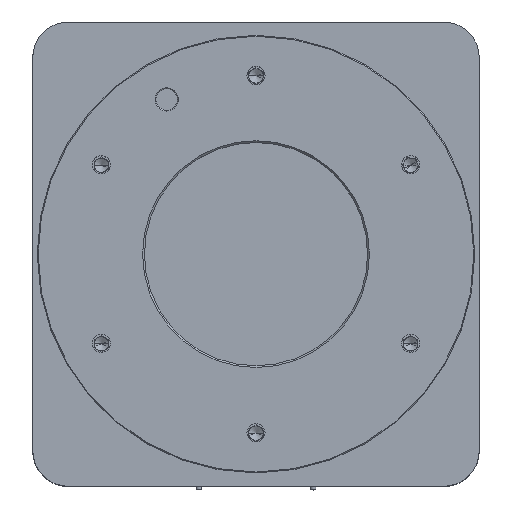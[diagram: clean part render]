
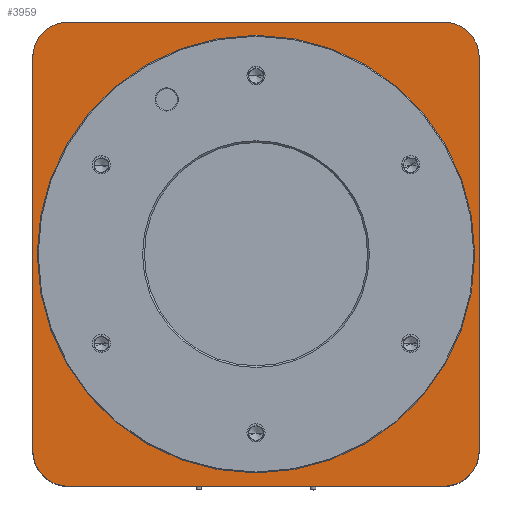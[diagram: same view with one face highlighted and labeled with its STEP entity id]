
A CAD part, top view. The second image highlights one B-rep face of the part: STEP entity #3959.
In plain terms, the highlighted planar face has unit normal (0, 0, 1).
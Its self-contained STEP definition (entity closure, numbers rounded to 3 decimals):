
#712 = AXIS2_PLACEMENT_3D ( 'NONE', #10364, #34274, #10239 ) ;
#855 = CARTESIAN_POINT ( 'NONE',  ( 105., -130., 0. ) ) ;
#1240 = VERTEX_POINT ( 'NONE', #5751 ) ;
#1298 = CIRCLE ( 'NONE', #33822, 20. ) ;
#1675 = CIRCLE ( 'NONE', #11034, 20. ) ;
#2791 = ORIENTED_EDGE ( 'NONE', *, *, #25807, .T. ) ;
#2937 = AXIS2_PLACEMENT_3D ( 'NONE', #34899, #10752, #24015 ) ;
#3069 = VERTEX_POINT ( 'NONE', #17439 ) ;
#3116 = EDGE_LOOP ( 'NONE', ( #2791, #26949, #16347, #6058, #32198, #10499, #11042, #20358 ) ) ;
#3224 = ORIENTED_EDGE ( 'NONE', *, *, #21050, .F. ) ;
#3807 = CARTESIAN_POINT ( 'NONE',  ( 0., 0., 0. ) ) ;
#3819 = VERTEX_POINT ( 'NONE', #29435 ) ;
#3959 = ADVANCED_FACE ( 'NONE', ( #7219, #29172 ), #19867, .F. ) ;
#4718 = EDGE_CURVE ( 'NONE', #21313, #3819, #1298, .T. ) ;
#4869 = AXIS2_PLACEMENT_3D ( 'NONE', #26858, #10252, #5102 ) ;
#4951 = DIRECTION ( 'NONE',  ( 0., 1., 0. ) ) ;
#5009 = CIRCLE ( 'NONE', #5467, 122.5 ) ;
#5102 = DIRECTION ( 'NONE',  ( -1., 0., 0. ) ) ;
#5467 = AXIS2_PLACEMENT_3D ( 'NONE', #17755, #20223, #20336 ) ;
#5751 = CARTESIAN_POINT ( 'NONE',  ( -122.5, 0., 0. ) ) ;
#6058 = ORIENTED_EDGE ( 'NONE', *, *, #13924, .F. ) ;
#6246 = EDGE_CURVE ( 'NONE', #22865, #3069, #15901, .T. ) ;
#6515 = LINE ( 'NONE', #19534, #33452 ) ;
#6749 = EDGE_CURVE ( 'NONE', #20852, #8604, #31529, .T. ) ;
#7219 = FACE_OUTER_BOUND ( 'NONE', #3116, .T. ) ;
#7466 = CIRCLE ( 'NONE', #712, 122.5 ) ;
#7756 = EDGE_CURVE ( 'NONE', #20852, #20899, #22314, .T. ) ;
#8604 = VERTEX_POINT ( 'NONE', #18328 ) ;
#8816 = EDGE_LOOP ( 'NONE', ( #3224, #31882 ) ) ;
#10239 = DIRECTION ( 'NONE',  ( -1., 0., 0. ) ) ;
#10252 = DIRECTION ( 'NONE',  ( 0., 0., 1. ) ) ;
#10364 = CARTESIAN_POINT ( 'NONE',  ( 0., 0., 0. ) ) ;
#10499 = ORIENTED_EDGE ( 'NONE', *, *, #16556, .F. ) ;
#10752 = DIRECTION ( 'NONE',  ( 0., 0., 1. ) ) ;
#10852 = CARTESIAN_POINT ( 'NONE',  ( -105., 130., 0. ) ) ;
#10996 = DIRECTION ( 'NONE',  ( 0., 0., 1. ) ) ;
#11034 = AXIS2_PLACEMENT_3D ( 'NONE', #24638, #10996, #19325 ) ;
#11042 = ORIENTED_EDGE ( 'NONE', *, *, #30795, .T. ) ;
#11053 = CIRCLE ( 'NONE', #4869, 20. ) ;
#12368 = AXIS2_PLACEMENT_3D ( 'NONE', #3807, #25300, #33555 ) ;
#13245 = CARTESIAN_POINT ( 'NONE',  ( 125., 130., 0. ) ) ;
#13560 = VECTOR ( 'NONE', #32087, 1000. ) ;
#13924 = EDGE_CURVE ( 'NONE', #21313, #8604, #6515, .T. ) ;
#14805 = CARTESIAN_POINT ( 'NONE',  ( -125., -110., 0. ) ) ;
#15901 = LINE ( 'NONE', #31994, #29888 ) ;
#16347 = ORIENTED_EDGE ( 'NONE', *, *, #6749, .T. ) ;
#16556 = EDGE_CURVE ( 'NONE', #20588, #3819, #29994, .T. ) ;
#17439 = CARTESIAN_POINT ( 'NONE',  ( -125., 110., 0. ) ) ;
#17755 = CARTESIAN_POINT ( 'NONE',  ( 0., 0., 0. ) ) ;
#18328 = CARTESIAN_POINT ( 'NONE',  ( 125., -110., 0. ) ) ;
#18793 = CARTESIAN_POINT ( 'NONE',  ( 125., 110., 0. ) ) ;
#19325 = DIRECTION ( 'NONE',  ( -1., 0., 0. ) ) ;
#19534 = CARTESIAN_POINT ( 'NONE',  ( 125., 130., 0. ) ) ;
#19867 = PLANE ( 'NONE',  #12368 ) ;
#19873 = DIRECTION ( 'NONE',  ( 0., -1., 0. ) ) ;
#20223 = DIRECTION ( 'NONE',  ( 0., 0., 1. ) ) ;
#20336 = DIRECTION ( 'NONE',  ( -1., 0., 0. ) ) ;
#20358 = ORIENTED_EDGE ( 'NONE', *, *, #6246, .F. ) ;
#20588 = VERTEX_POINT ( 'NONE', #10852 ) ;
#20852 = VERTEX_POINT ( 'NONE', #855 ) ;
#20899 = VERTEX_POINT ( 'NONE', #22226 ) ;
#21050 = EDGE_CURVE ( 'NONE', #24477, #1240, #5009, .T. ) ;
#21283 = EDGE_CURVE ( 'NONE', #1240, #24477, #7466, .T. ) ;
#21313 = VERTEX_POINT ( 'NONE', #18793 ) ;
#22226 = CARTESIAN_POINT ( 'NONE',  ( -105., -130., 0. ) ) ;
#22314 = LINE ( 'NONE', #31300, #25731 ) ;
#22865 = VERTEX_POINT ( 'NONE', #14805 ) ;
#24015 = DIRECTION ( 'NONE',  ( -1., 0., 0. ) ) ;
#24477 = VERTEX_POINT ( 'NONE', #26370 ) ;
#24638 = CARTESIAN_POINT ( 'NONE',  ( -105., 110., 0. ) ) ;
#25300 = DIRECTION ( 'NONE',  ( 0., 0., -1. ) ) ;
#25731 = VECTOR ( 'NONE', #26806, 1000. ) ;
#25807 = EDGE_CURVE ( 'NONE', #22865, #20899, #11053, .T. ) ;
#26370 = CARTESIAN_POINT ( 'NONE',  ( 122.5, 0., 0. ) ) ;
#26792 = DIRECTION ( 'NONE',  ( 0., 0., 1. ) ) ;
#26806 = DIRECTION ( 'NONE',  ( -1., 0., 0. ) ) ;
#26858 = CARTESIAN_POINT ( 'NONE',  ( -105., -110., 0. ) ) ;
#26949 = ORIENTED_EDGE ( 'NONE', *, *, #7756, .F. ) ;
#29172 = FACE_BOUND ( 'NONE', #8816, .T. ) ;
#29275 = CARTESIAN_POINT ( 'NONE',  ( 105., 110., 0. ) ) ;
#29435 = CARTESIAN_POINT ( 'NONE',  ( 105., 130., 0. ) ) ;
#29509 = DIRECTION ( 'NONE',  ( -1., 0., 0. ) ) ;
#29888 = VECTOR ( 'NONE', #4951, 1000. ) ;
#29994 = LINE ( 'NONE', #13245, #13560 ) ;
#30795 = EDGE_CURVE ( 'NONE', #20588, #3069, #1675, .T. ) ;
#31300 = CARTESIAN_POINT ( 'NONE',  ( 125., -130., 0. ) ) ;
#31529 = CIRCLE ( 'NONE', #2937, 20. ) ;
#31882 = ORIENTED_EDGE ( 'NONE', *, *, #21283, .F. ) ;
#31994 = CARTESIAN_POINT ( 'NONE',  ( -125., 130., 0. ) ) ;
#32087 = DIRECTION ( 'NONE',  ( 1., 0., 0. ) ) ;
#32198 = ORIENTED_EDGE ( 'NONE', *, *, #4718, .T. ) ;
#33452 = VECTOR ( 'NONE', #19873, 1000. ) ;
#33555 = DIRECTION ( 'NONE',  ( -1., 0., 0. ) ) ;
#33822 = AXIS2_PLACEMENT_3D ( 'NONE', #29275, #26792, #29509 ) ;
#34274 = DIRECTION ( 'NONE',  ( 0., 0., 1. ) ) ;
#34899 = CARTESIAN_POINT ( 'NONE',  ( 105., -110., 0. ) ) ;
